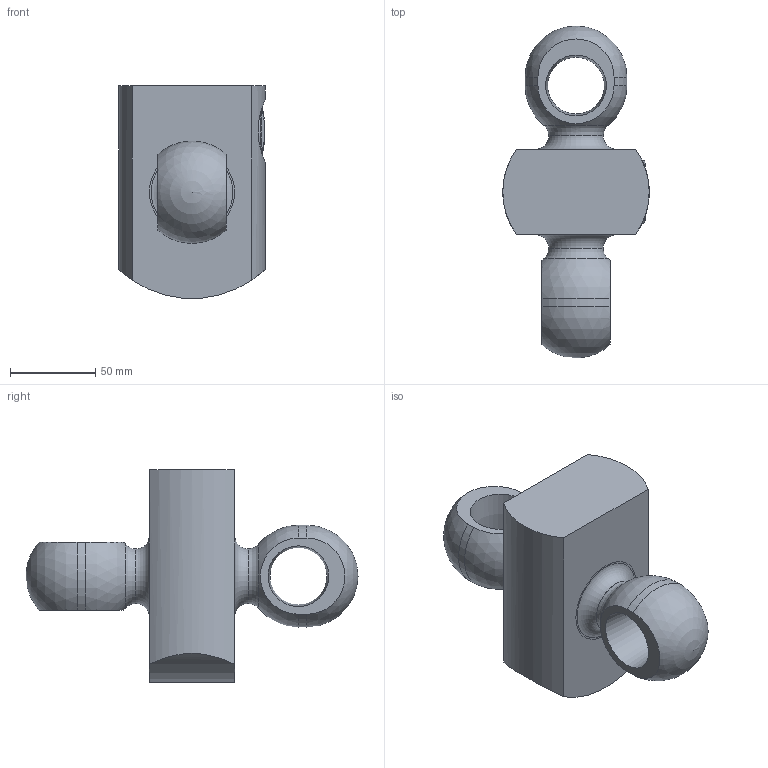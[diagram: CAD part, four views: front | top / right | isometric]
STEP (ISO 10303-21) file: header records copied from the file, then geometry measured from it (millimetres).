
FILE_DESCRIPTION(/* description */ (''),/* implementation_level */ '2;1');
FILE_NAME(/* name */ '110RH-WL-10t v3.step',/* time_stamp */ '2020-02-04T08:45:08-08:00',/* author */ (''),/* organization */ (''),/* preprocessor_version */ 'ST-DEVELOPER v18',/* originating_system */ 'Autodesk Translation Framework v8.12.0.6',/* authorisation */ '');
FILE_SCHEMA (('AUTOMOTIVE_DESIGN { 1 0 10303 214 3 1 1 }'));
Length unit declared in the file: millimetre
Products named in the file (4): 110RH-WL-10t; Case; Battery Cap; Pin Head 2 v1
Assembly tree (4 placements, depth 2):
  110RH-WL-10t
    Case
    Battery Cap
    Pin Head 2 v1  x2
Bounding box: 86 x 195 x 124.78 mm (x, y, z)
Volume: 754290.8 mm3; surface area: 83159.2 mm2
Topology: 4 solids, 4 shells, 56 faces, 139 edges, 94 vertices
Faces by surface type: cylinder 19, plane 17, torus 11, sphere 5, bspline 4
Full cylindrical faces by diameter (mm): 32 x2, 37 x2, 50 x2
Entity records: 1645 total; most frequent: CARTESIAN_POINT 494, DIRECTION 246, ORIENTED_EDGE 204, AXIS2_PLACEMENT_3D 111, EDGE_CURVE 102, VERTEX_POINT 69, CIRCLE 64, EDGE_LOOP 49
